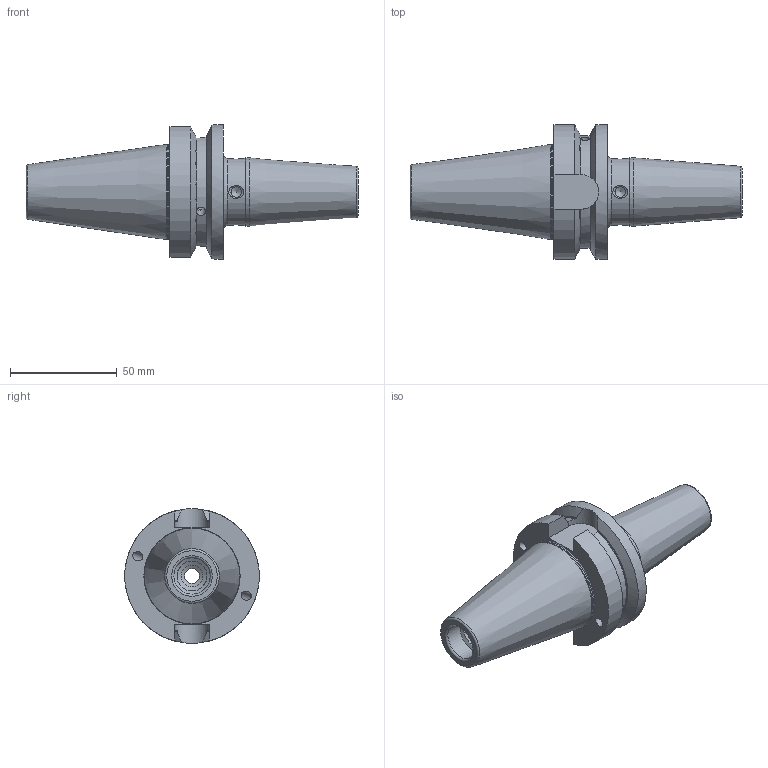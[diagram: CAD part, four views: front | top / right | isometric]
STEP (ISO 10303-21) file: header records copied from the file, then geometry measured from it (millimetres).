
FILE_DESCRIPTION((''),'2;1');
FILE_NAME('754021-03.stp','2014-03-24T15:29:47',('SCHUESSLER'),(''),'Autodesk Inventor 2012','Autodesk Inventor 2012','');
FILE_SCHEMA(('AUTOMOTIVE_DESIGN { 1 0 10303 214 1 1 1 1 }'));
Length unit declared in the file: millimetre
Products named in the file (1): 754021-03
Bounding box: 155.4 x 63 x 63 mm (x, y, z)
Volume: 155079.1 mm3; surface area: 30981.2 mm2
Topology: 1 solids, 1 shells, 71 faces, 183 edges, 115 vertices
Faces by surface type: cylinder 24, cone 20, plane 16, torus 11
Full cylindrical faces by diameter (mm): 4.2 x4, 4.917 x4, 7 x1, 10 x2, 10.3 x1, 14 x1, 17 x1, 31.4 x1, 32 x1, 44.25 x1, 63 x1
Entity records: 2222 total; most frequent: CARTESIAN_POINT 718, DIRECTION 302, ORIENTED_EDGE 256, AXIS2_PLACEMENT_3D 136, EDGE_CURVE 128, EDGE_LOOP 126, VERTEX_POINT 104, FACE_OUTER_BOUND 71
